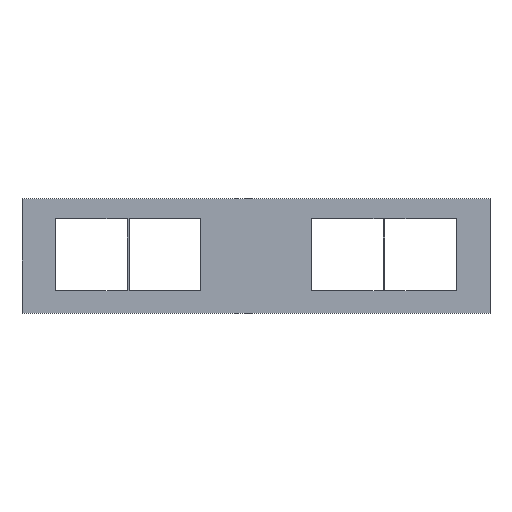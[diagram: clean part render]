
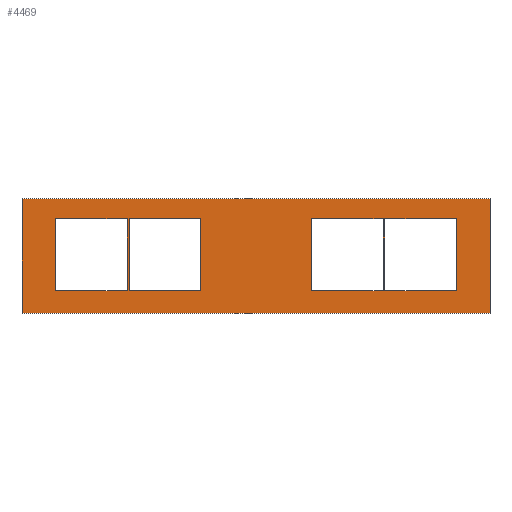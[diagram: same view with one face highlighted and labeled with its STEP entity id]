
A CAD part, top view. The second image highlights one B-rep face of the part: STEP entity #4469.
In plain terms, the highlighted planar face has unit normal (0, 0, 1).
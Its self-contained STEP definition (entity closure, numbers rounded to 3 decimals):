
#37=FACE_BOUND('',#852,.T.);
#38=FACE_BOUND('',#853,.T.);
#39=FACE_BOUND('',#854,.T.);
#40=FACE_BOUND('',#855,.T.);
#593=FACE_OUTER_BOUND('',#851,.T.);
#851=EDGE_LOOP('',(#4077,#4078,#4079,#4080));
#852=EDGE_LOOP('',(#4081,#4082,#4083,#4084));
#853=EDGE_LOOP('',(#4085,#4086,#4087,#4088));
#854=EDGE_LOOP('',(#4089,#4090,#4091,#4092));
#855=EDGE_LOOP('',(#4093,#4094,#4095,#4096));
#1254=LINE('',#8354,#1690);
#1256=LINE('',#8358,#1692);
#1258=LINE('',#8362,#1694);
#1260=LINE('',#8365,#1696);
#1262=LINE('',#8370,#1698);
#1264=LINE('',#8374,#1700);
#1266=LINE('',#8378,#1702);
#1268=LINE('',#8381,#1704);
#1270=LINE('',#8386,#1706);
#1272=LINE('',#8390,#1708);
#1274=LINE('',#8394,#1710);
#1276=LINE('',#8397,#1712);
#1278=LINE('',#8402,#1714);
#1280=LINE('',#8406,#1716);
#1282=LINE('',#8410,#1718);
#1284=LINE('',#8413,#1720);
#1286=LINE('',#8418,#1722);
#1288=LINE('',#8422,#1724);
#1290=LINE('',#8426,#1726);
#1292=LINE('',#8429,#1728);
#1690=VECTOR('',#5232,10.);
#1692=VECTOR('',#5236,10.);
#1694=VECTOR('',#5240,10.);
#1696=VECTOR('',#5244,10.);
#1698=VECTOR('',#5248,10.);
#1700=VECTOR('',#5252,10.);
#1702=VECTOR('',#5256,10.);
#1704=VECTOR('',#5260,10.);
#1706=VECTOR('',#5264,10.);
#1708=VECTOR('',#5268,10.);
#1710=VECTOR('',#5272,10.);
#1712=VECTOR('',#5276,10.);
#1714=VECTOR('',#5280,10.);
#1716=VECTOR('',#5284,10.);
#1718=VECTOR('',#5288,10.);
#1720=VECTOR('',#5292,10.);
#1722=VECTOR('',#5296,10.);
#1724=VECTOR('',#5300,10.);
#1726=VECTOR('',#5304,10.);
#1728=VECTOR('',#5308,10.);
#2141=VERTEX_POINT('',#8351);
#2142=VERTEX_POINT('',#8353);
#2143=VERTEX_POINT('',#8357);
#2144=VERTEX_POINT('',#8361);
#2145=VERTEX_POINT('',#8367);
#2146=VERTEX_POINT('',#8369);
#2147=VERTEX_POINT('',#8373);
#2148=VERTEX_POINT('',#8377);
#2149=VERTEX_POINT('',#8383);
#2150=VERTEX_POINT('',#8385);
#2151=VERTEX_POINT('',#8389);
#2152=VERTEX_POINT('',#8393);
#2153=VERTEX_POINT('',#8399);
#2154=VERTEX_POINT('',#8401);
#2155=VERTEX_POINT('',#8405);
#2156=VERTEX_POINT('',#8409);
#2157=VERTEX_POINT('',#8415);
#2158=VERTEX_POINT('',#8417);
#2159=VERTEX_POINT('',#8421);
#2160=VERTEX_POINT('',#8425);
#2770=EDGE_CURVE('',#2142,#2141,#1254,.T.);
#2772=EDGE_CURVE('',#2143,#2142,#1256,.T.);
#2774=EDGE_CURVE('',#2144,#2143,#1258,.T.);
#2776=EDGE_CURVE('',#2141,#2144,#1260,.T.);
#2778=EDGE_CURVE('',#2146,#2145,#1262,.T.);
#2780=EDGE_CURVE('',#2147,#2146,#1264,.T.);
#2782=EDGE_CURVE('',#2148,#2147,#1266,.T.);
#2784=EDGE_CURVE('',#2145,#2148,#1268,.T.);
#2786=EDGE_CURVE('',#2150,#2149,#1270,.T.);
#2788=EDGE_CURVE('',#2151,#2150,#1272,.T.);
#2790=EDGE_CURVE('',#2152,#2151,#1274,.T.);
#2792=EDGE_CURVE('',#2149,#2152,#1276,.T.);
#2794=EDGE_CURVE('',#2154,#2153,#1278,.T.);
#2796=EDGE_CURVE('',#2155,#2154,#1280,.T.);
#2798=EDGE_CURVE('',#2156,#2155,#1282,.T.);
#2800=EDGE_CURVE('',#2153,#2156,#1284,.T.);
#2802=EDGE_CURVE('',#2158,#2157,#1286,.T.);
#2804=EDGE_CURVE('',#2159,#2158,#1288,.T.);
#2806=EDGE_CURVE('',#2160,#2159,#1290,.T.);
#2808=EDGE_CURVE('',#2157,#2160,#1292,.T.);
#4077=ORIENTED_EDGE('',*,*,#2808,.T.);
#4078=ORIENTED_EDGE('',*,*,#2806,.T.);
#4079=ORIENTED_EDGE('',*,*,#2804,.T.);
#4080=ORIENTED_EDGE('',*,*,#2802,.T.);
#4081=ORIENTED_EDGE('',*,*,#2800,.T.);
#4082=ORIENTED_EDGE('',*,*,#2798,.T.);
#4083=ORIENTED_EDGE('',*,*,#2796,.T.);
#4084=ORIENTED_EDGE('',*,*,#2794,.T.);
#4085=ORIENTED_EDGE('',*,*,#2792,.T.);
#4086=ORIENTED_EDGE('',*,*,#2790,.T.);
#4087=ORIENTED_EDGE('',*,*,#2788,.T.);
#4088=ORIENTED_EDGE('',*,*,#2786,.T.);
#4089=ORIENTED_EDGE('',*,*,#2784,.T.);
#4090=ORIENTED_EDGE('',*,*,#2782,.T.);
#4091=ORIENTED_EDGE('',*,*,#2780,.T.);
#4092=ORIENTED_EDGE('',*,*,#2778,.T.);
#4093=ORIENTED_EDGE('',*,*,#2776,.T.);
#4094=ORIENTED_EDGE('',*,*,#2774,.T.);
#4095=ORIENTED_EDGE('',*,*,#2772,.T.);
#4096=ORIENTED_EDGE('',*,*,#2770,.T.);
#4233=PLANE('',#4613);
#4469=ADVANCED_FACE('',(#593,#37,#38,#39,#40),#4233,.T.);
#4613=AXIS2_PLACEMENT_3D('',#8430,#5309,#5310);
#5232=DIRECTION('',(0.,-1.,0.));
#5236=DIRECTION('',(1.,0.,0.));
#5240=DIRECTION('',(0.,1.,0.));
#5244=DIRECTION('',(-1.,0.,0.));
#5248=DIRECTION('',(0.,1.,0.));
#5252=DIRECTION('',(-1.,0.,0.));
#5256=DIRECTION('',(0.,-1.,0.));
#5260=DIRECTION('',(1.,0.,0.));
#5264=DIRECTION('',(-1.,0.,0.));
#5268=DIRECTION('',(0.,-1.,0.));
#5272=DIRECTION('',(1.,0.,0.));
#5276=DIRECTION('',(0.,1.,0.));
#5280=DIRECTION('',(-1.,0.,0.));
#5284=DIRECTION('',(0.,-1.,0.));
#5288=DIRECTION('',(1.,0.,0.));
#5292=DIRECTION('',(0.,1.,0.));
#5296=DIRECTION('',(0.,-1.,0.));
#5300=DIRECTION('',(-1.,0.,0.));
#5304=DIRECTION('',(0.,1.,0.));
#5308=DIRECTION('',(1.,0.,0.));
#5309=DIRECTION('center_axis',(0.,0.,1.));
#5310=DIRECTION('ref_axis',(1.,0.,0.));
#8351=CARTESIAN_POINT('',(20.626,-72.457,1.5));
#8353=CARTESIAN_POINT('',(20.626,-57.457,1.5));
#8354=CARTESIAN_POINT('',(20.626,-57.457,1.5));
#8357=CARTESIAN_POINT('',(5.626,-57.457,1.5));
#8358=CARTESIAN_POINT('',(5.626,-57.457,1.5));
#8361=CARTESIAN_POINT('',(5.626,-72.457,1.5));
#8362=CARTESIAN_POINT('',(5.626,-72.457,1.5));
#8365=CARTESIAN_POINT('',(20.626,-72.457,1.5));
#8367=CARTESIAN_POINT('',(74.337,-57.457,1.5));
#8369=CARTESIAN_POINT('',(74.337,-72.457,1.5));
#8370=CARTESIAN_POINT('',(74.337,-72.457,1.5));
#8373=CARTESIAN_POINT('',(89.337,-72.457,1.5));
#8374=CARTESIAN_POINT('',(89.337,-72.457,1.5));
#8377=CARTESIAN_POINT('',(89.337,-57.457,1.5));
#8378=CARTESIAN_POINT('',(89.337,-57.457,1.5));
#8381=CARTESIAN_POINT('',(74.337,-57.457,1.5));
#8383=CARTESIAN_POINT('',(21.,-72.457,1.5));
#8385=CARTESIAN_POINT('',(36.,-72.457,1.5));
#8386=CARTESIAN_POINT('',(36.,-72.457,1.5));
#8389=CARTESIAN_POINT('',(36.,-57.457,1.5));
#8390=CARTESIAN_POINT('',(36.,-57.457,1.5));
#8393=CARTESIAN_POINT('',(21.,-57.457,1.5));
#8394=CARTESIAN_POINT('',(21.,-57.457,1.5));
#8397=CARTESIAN_POINT('',(21.,-72.457,1.5));
#8399=CARTESIAN_POINT('',(59.,-72.457,1.5));
#8401=CARTESIAN_POINT('',(74.,-72.457,1.5));
#8402=CARTESIAN_POINT('',(74.,-72.457,1.5));
#8405=CARTESIAN_POINT('',(74.,-57.457,1.5));
#8406=CARTESIAN_POINT('',(74.,-57.457,1.5));
#8409=CARTESIAN_POINT('',(59.,-57.457,1.5));
#8410=CARTESIAN_POINT('',(59.,-57.457,1.5));
#8413=CARTESIAN_POINT('',(59.,-72.457,1.5));
#8415=CARTESIAN_POINT('',(-1.334,-77.13,1.5));
#8417=CARTESIAN_POINT('',(-1.334,-53.318,1.5));
#8418=CARTESIAN_POINT('',(-1.334,-77.13,1.5));
#8421=CARTESIAN_POINT('',(96.297,-53.318,1.5));
#8422=CARTESIAN_POINT('',(-1.334,-53.318,1.5));
#8425=CARTESIAN_POINT('',(96.297,-77.13,1.5));
#8426=CARTESIAN_POINT('',(96.297,-53.318,1.5));
#8429=CARTESIAN_POINT('',(96.297,-77.13,1.5));
#8430=CARTESIAN_POINT('Origin',(47.482,-65.224,1.5));
